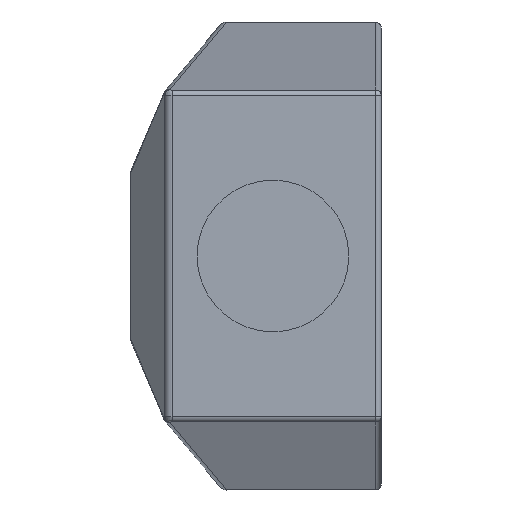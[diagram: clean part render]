
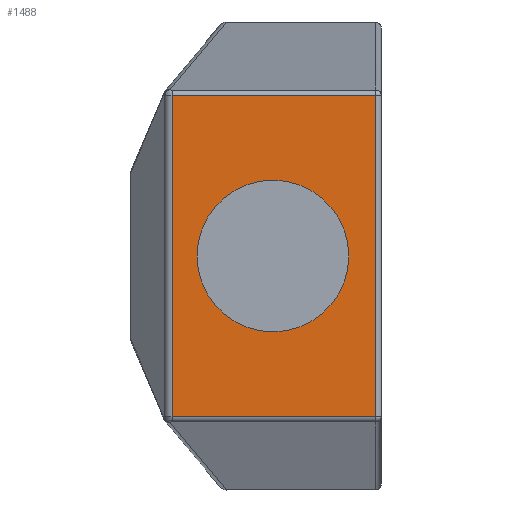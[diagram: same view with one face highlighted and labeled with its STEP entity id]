
A CAD part, left-side view. The second image highlights one B-rep face of the part: STEP entity #1488.
In plain terms, the highlighted planar face has unit normal (-1, 0, 0).
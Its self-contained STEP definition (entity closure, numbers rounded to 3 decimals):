
#48=PLANE('',#1663);
#129=LINE('',#2747,#228);
#130=LINE('',#2805,#229);
#133=LINE('',#2865,#232);
#140=LINE('',#2978,#239);
#228=VECTOR('',#1971,10.);
#229=VECTOR('',#1988,10.);
#232=VECTOR('',#2001,10.);
#239=VECTOR('',#2022,10.);
#370=FACE_OUTER_BOUND('',#470,.T.);
#470=EDGE_LOOP('',(#1236,#1237,#1238,#1239));
#717=VERTEX_POINT('',#2741);
#718=VERTEX_POINT('',#2745);
#721=VERTEX_POINT('',#2798);
#723=VERTEX_POINT('',#2803);
#889=EDGE_CURVE('',#717,#718,#129,.T.);
#897=EDGE_CURVE('',#723,#721,#130,.T.);
#906=EDGE_CURVE('',#721,#717,#133,.T.);
#921=EDGE_CURVE('',#718,#723,#140,.T.);
#1236=ORIENTED_EDGE('',*,*,#889,.F.);
#1237=ORIENTED_EDGE('',*,*,#906,.F.);
#1238=ORIENTED_EDGE('',*,*,#897,.F.);
#1239=ORIENTED_EDGE('',*,*,#921,.F.);
#1488=ADVANCED_FACE('',(#370),#48,.T.);
#1663=AXIS2_PLACEMENT_3D('',#2977,#2020,#2021);
#1971=DIRECTION('',(0.,1.,0.));
#1988=DIRECTION('',(0.,-1.,0.));
#2001=DIRECTION('',(0.,0.,-1.));
#2020=DIRECTION('center_axis',(-1.,0.,0.));
#2021=DIRECTION('ref_axis',(0.,0.,
-1.));
#2022=DIRECTION('',(0.,0.,1.));
#2741=CARTESIAN_POINT('',(-6.163,0.2,-6.103));
#2745=CARTESIAN_POINT('',(-6.163,7.717,-6.103));
#2747=CARTESIAN_POINT('',(-6.163,8.,-6.103));
#2798=CARTESIAN_POINT('',(-6.163,0.2,5.753));
#2803=CARTESIAN_POINT('',(-6.163,7.717,5.753));
#2805=CARTESIAN_POINT('',(-6.163,8.,5.753));
#2865=CARTESIAN_POINT('',(-6.163,0.2,2.875));
#2977=CARTESIAN_POINT('Origin',(-6.163,8.,5.925));
#2978=CARTESIAN_POINT('',(-6.163,7.717,1.301));
